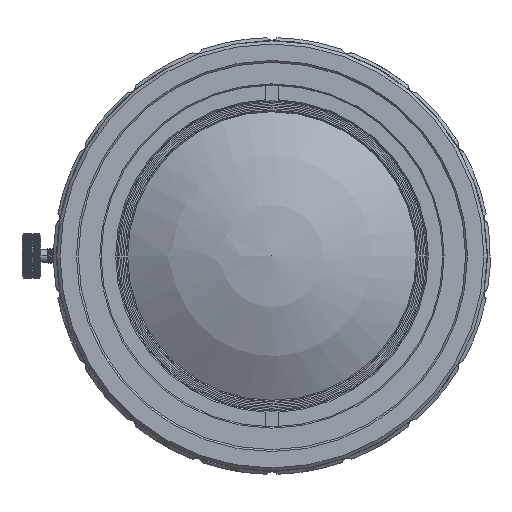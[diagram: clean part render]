
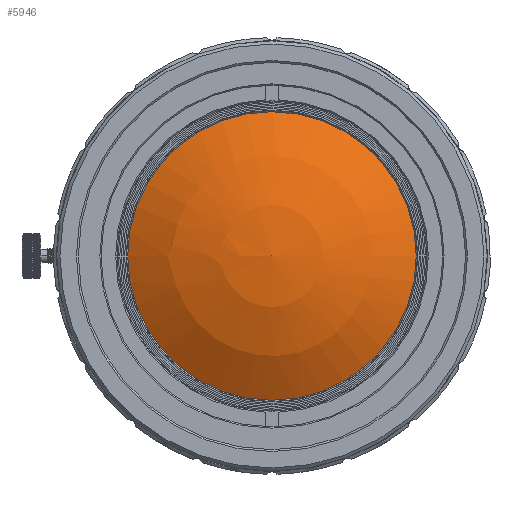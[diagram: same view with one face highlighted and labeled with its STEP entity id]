
A CAD part, left-side view. The second image highlights one B-rep face of the part: STEP entity #5946.
In plain terms, the highlighted spherical face has radius 42.2 mm.
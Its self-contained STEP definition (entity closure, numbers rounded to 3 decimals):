
#534=SPHERICAL_SURFACE('',#29633,42.2);
#2795=FACE_OUTER_BOUND('',#12819,.T.);
#5946=ADVANCED_FACE('',(#2795),#534,.T.);
#12819=EDGE_LOOP('',(#18751));
#18751=ORIENTED_EDGE('',*,*,#26338,.T.);
#22899=VERTEX_POINT('',#59729);
#26338=EDGE_CURVE('',#22899,#22899,#28028,.T.);
#28028=CIRCLE('',#29477,23.);
#29477=AXIS2_PLACEMENT_3D('',#59728,#34169,#34170);
#29633=AXIS2_PLACEMENT_3D('',#60176,#34623,#34624);
#34169=DIRECTION('',(-1.,0.,0.));
#34170=DIRECTION('',(0.,0.,1.));
#34623=DIRECTION('',(-1.,0.,0.));
#34624=DIRECTION('',(0.,1.,0.));
#59728=CARTESIAN_POINT('',(378.601,0.,0.));
#59729=CARTESIAN_POINT('',(378.601,0.,23.));
#60176=CARTESIAN_POINT('',(413.982,0.,0.));
